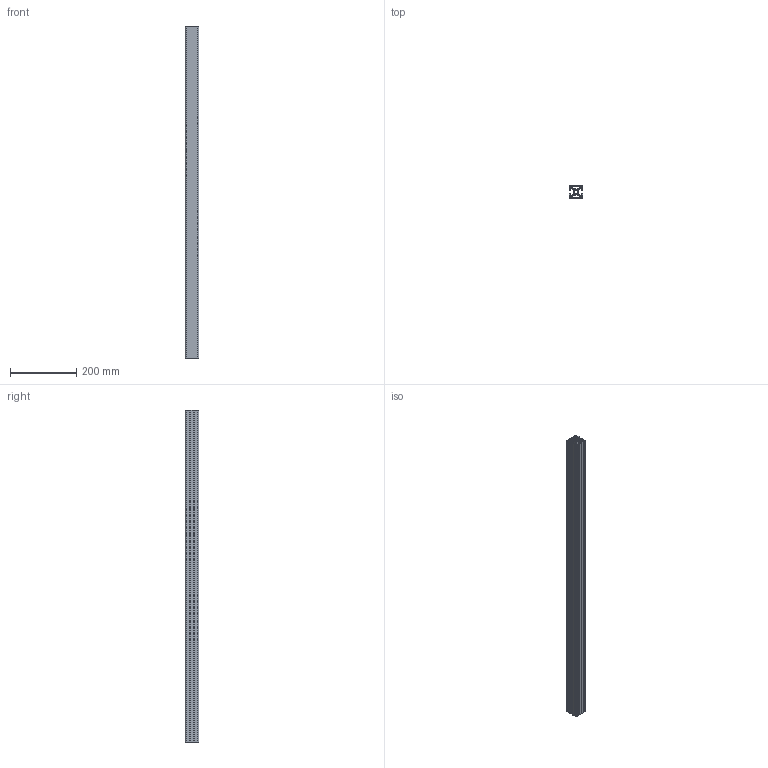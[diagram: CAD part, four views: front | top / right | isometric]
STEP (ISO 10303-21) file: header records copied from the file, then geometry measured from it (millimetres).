
FILE_DESCRIPTION (( 'STEP AP214' ), '1' );
FILE_NAME ('1.0404.2M.SPSS.STEP', '2025-06-14T17:56:13', ( '' ), ( '' ), 'SwSTEP 2.0', 'SolidWorks 2023', '' );
FILE_SCHEMA (( 'AUTOMOTIVE_DESIGN' ));
Length unit declared in the file: millimetre
Products named in the file (1): 1.0404.2M.SPSS
Bounding box: 40 x 40 x 1000 mm (x, y, z)
Volume: 547334.7 mm3; surface area: 594953.8 mm2
Topology: 1 solids, 1 shells, 230 faces, 684 edges, 456 vertices
Faces by surface type: plane 186, cylinder 44
Entity records: 7687 total; most frequent: CARTESIAN_POINT 1371, ORIENTED_EDGE 1368, DIRECTION 1234, EDGE_CURVE 684, VECTOR 596, LINE 596, VERTEX_POINT 456, AXIS2_PLACEMENT_3D 319
